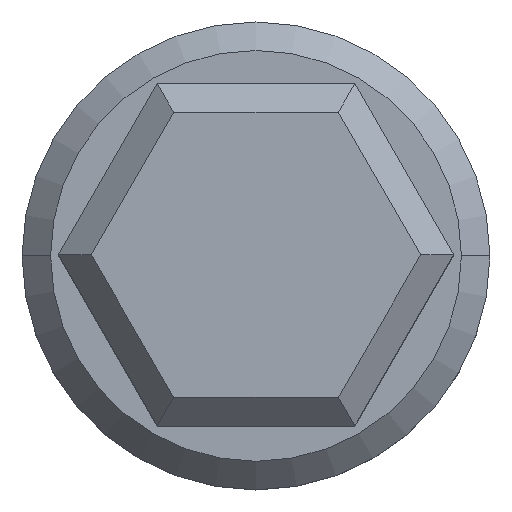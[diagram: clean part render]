
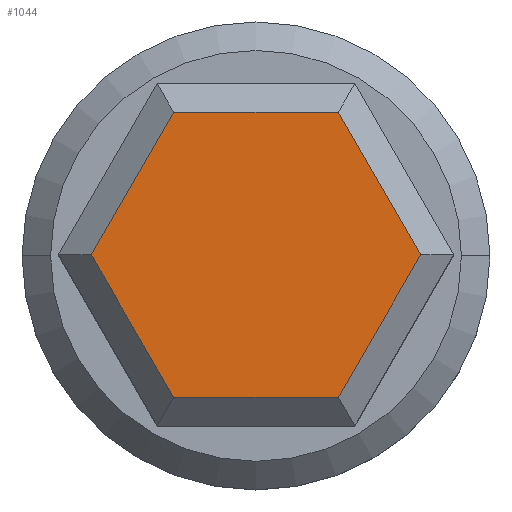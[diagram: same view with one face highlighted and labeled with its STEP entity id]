
A CAD part, top view. The second image highlights one B-rep face of the part: STEP entity #1044.
In plain terms, the highlighted planar face has unit normal (0, 0, 1).
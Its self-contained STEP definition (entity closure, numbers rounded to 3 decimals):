
#10 = EDGE_CURVE ( 'NONE', #104, #26, #1381, .T. ) ;
#26 = VERTEX_POINT ( 'NONE', #256 ) ;
#39 = EDGE_CURVE ( 'NONE', #203, #104, #1022, .T. ) ;
#79 = VECTOR ( 'NONE', #457, 1000. ) ;
#99 = CARTESIAN_POINT ( 'NONE',  ( -3.031, -0.25, 13.4 ) ) ;
#104 = VERTEX_POINT ( 'NONE', #125 ) ;
#125 = CARTESIAN_POINT ( 'NONE',  ( -1.443, -2.5, 13.4 ) ) ;
#183 = CARTESIAN_POINT ( 'NONE',  ( -1.732, 2.5, 13.4 ) ) ;
#203 = VERTEX_POINT ( 'NONE', #1280 ) ;
#209 = VECTOR ( 'NONE', #1045, 1000. ) ;
#241 = ORIENTED_EDGE ( 'NONE', *, *, #889, .T. ) ;
#256 = CARTESIAN_POINT ( 'NONE',  ( 1.443, -2.5, 13.4 ) ) ;
#289 = CARTESIAN_POINT ( 'NONE',  ( 1.299, 2.75, 13.4 ) ) ;
#299 = EDGE_CURVE ( 'NONE', #1578, #734, #1393, .T. ) ;
#333 = VECTOR ( 'NONE', #1628, 1000. ) ;
#373 = FACE_OUTER_BOUND ( 'NONE', #777, .T. ) ;
#439 = VECTOR ( 'NONE', #692, 1000. ) ;
#457 = DIRECTION ( 'NONE',  ( -1., 0., 0. ) ) ;
#459 = CARTESIAN_POINT ( 'NONE',  ( 3.031, 0.25, 13.4 ) ) ;
#481 = ORIENTED_EDGE ( 'NONE', *, *, #39, .T. ) ;
#535 = CARTESIAN_POINT ( 'NONE',  ( 0., 0., 13.4 ) ) ;
#634 = ORIENTED_EDGE ( 'NONE', *, *, #1143, .T. ) ;
#692 = DIRECTION ( 'NONE',  ( 0.5, 0.866, 0. ) ) ;
#734 = VERTEX_POINT ( 'NONE', #1155 ) ;
#739 = VERTEX_POINT ( 'NONE', #915 ) ;
#753 = ORIENTED_EDGE ( 'NONE', *, *, #10, .T. ) ;
#777 = EDGE_LOOP ( 'NONE', ( #481, #753, #241, #925, #634, #1353 ) ) ;
#866 = CARTESIAN_POINT ( 'NONE',  ( -1.299, -2.75, 13.4 ) ) ;
#889 = EDGE_CURVE ( 'NONE', #26, #1578, #1200, .T. ) ;
#915 = CARTESIAN_POINT ( 'NONE',  ( -1.443, 2.5, 13.4 ) ) ;
#921 = LINE ( 'NONE', #183, #79 ) ;
#925 = ORIENTED_EDGE ( 'NONE', *, *, #299, .T. ) ;
#950 = LINE ( 'NONE', #99, #1231 ) ;
#966 = EDGE_CURVE ( 'NONE', #739, #203, #950, .T. ) ;
#1012 = CARTESIAN_POINT ( 'NONE',  ( 1.732, -2.5, 13.4 ) ) ;
#1022 = LINE ( 'NONE', #866, #1255 ) ;
#1044 = ADVANCED_FACE ( 'NONE', ( #373 ), #1499, .T. ) ;
#1045 = DIRECTION ( 'NONE',  ( -0.5, 0.866, 0. ) ) ;
#1102 = AXIS2_PLACEMENT_3D ( 'NONE', #535, #1296, #1131 ) ;
#1131 = DIRECTION ( 'NONE',  ( 1., 0., 0. ) ) ;
#1139 = DIRECTION ( 'NONE',  ( 0.5, -0.866, 0. ) ) ;
#1143 = EDGE_CURVE ( 'NONE', #734, #739, #921, .T. ) ;
#1155 = CARTESIAN_POINT ( 'NONE',  ( 1.443, 2.5, 13.4 ) ) ;
#1200 = LINE ( 'NONE', #459, #439 ) ;
#1231 = VECTOR ( 'NONE', #1482, 1000. ) ;
#1255 = VECTOR ( 'NONE', #1139, 1000. ) ;
#1280 = CARTESIAN_POINT ( 'NONE',  ( -2.887, 0., 13.4 ) ) ;
#1296 = DIRECTION ( 'NONE',  ( 0., 0., 1. ) ) ;
#1353 = ORIENTED_EDGE ( 'NONE', *, *, #966, .T. ) ;
#1381 = LINE ( 'NONE', #1012, #333 ) ;
#1393 = LINE ( 'NONE', #289, #209 ) ;
#1403 = CARTESIAN_POINT ( 'NONE',  ( 2.887, 0., 13.4 ) ) ;
#1482 = DIRECTION ( 'NONE',  ( -0.5, -0.866, 0. ) ) ;
#1499 = PLANE ( 'NONE',  #1102 ) ;
#1578 = VERTEX_POINT ( 'NONE', #1403 ) ;
#1628 = DIRECTION ( 'NONE',  ( 1., 0., 0. ) ) ;
